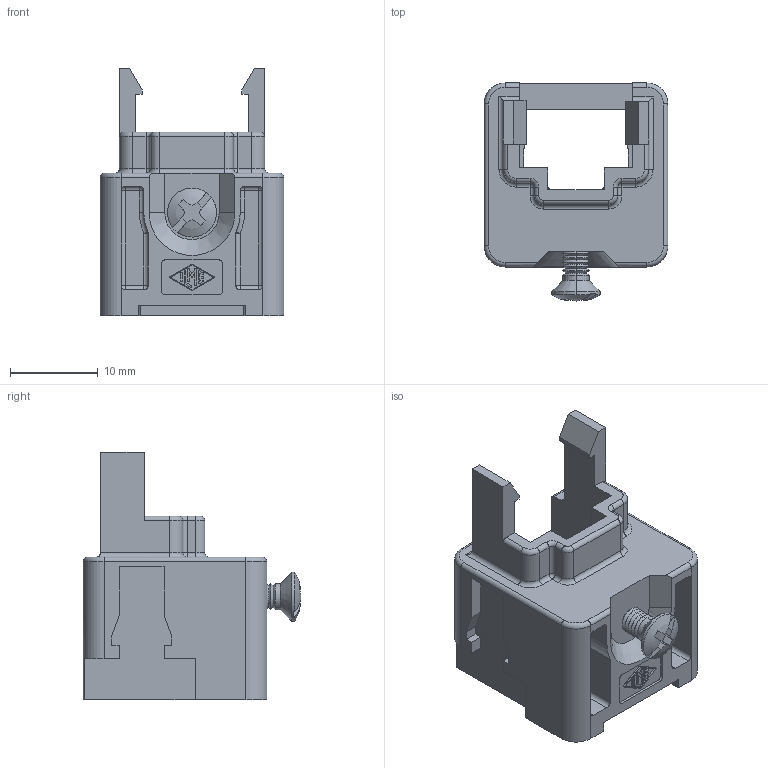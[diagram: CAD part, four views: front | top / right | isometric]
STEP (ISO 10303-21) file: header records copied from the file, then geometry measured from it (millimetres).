
FILE_DESCRIPTION(('Creo Elements/Direct Modeling STEP Export'),'2;1');
FILE_NAME('0lndrr03okndto24460','2015-01-09T14:55:46',(''),(''),'Creo Elements/Direct Modeling STEP processor for AP214 (Solid Model)','Creo Elements/Direct Modeling 18.1F 24-Jul-2014 (C) Parametric Technology GmbH','');
FILE_SCHEMA(('AUTOMOTIVE_DESIGN { 1 0 10303 214 1 1 1 1 }'));
Length unit declared in the file: millimetre
Products named in the file (2): CJK_8IMT
Assembly tree (1 placements, depth 2):
  CJK_8IMT
    CJK_8IMT
Bounding box: 21 x 24.89 x 28.3 mm (x, y, z)
Volume: 3768.5 mm3; surface area: 3840.5 mm2
Topology: 1 solids, 1 shells, 296 faces, 770 edges, 470 vertices
Faces by surface type: plane 154, cylinder 87, cone 25, torus 16, sphere 14
Entity records: 11117 total; most frequent: DIRECTION 1525, ORIENTED_EDGE 1516, CARTESIAN_POINT 1491, EDGE_CURVE 758, VECTOR 517, LINE 517, AXIS2_PLACEMENT_3D 504, VERTEX_POINT 470
